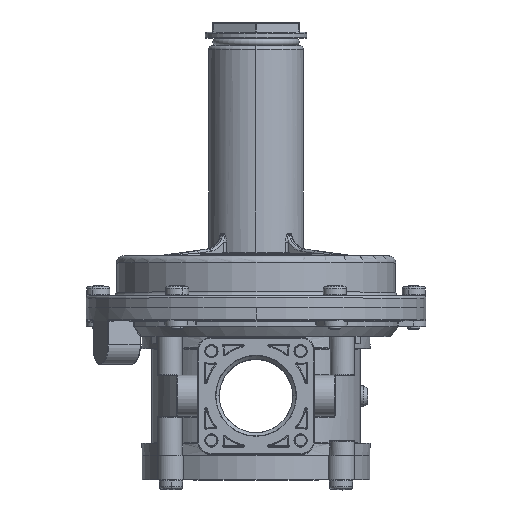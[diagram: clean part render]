
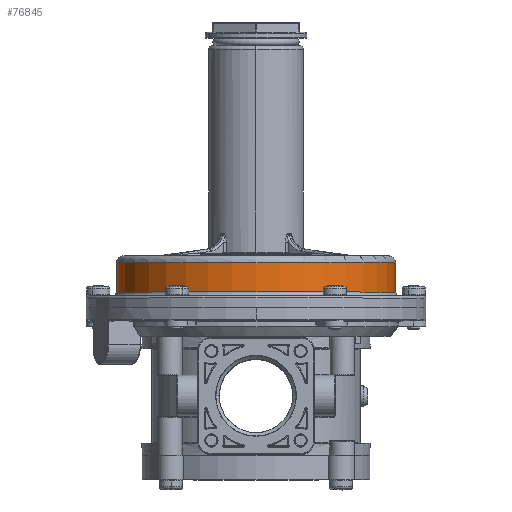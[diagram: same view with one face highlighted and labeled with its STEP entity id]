
A CAD part, top view. The second image highlights one B-rep face of the part: STEP entity #76845.
In plain terms, the highlighted cylindrical face has radius 57.5 mm (diameter 115 mm), a partial arc.
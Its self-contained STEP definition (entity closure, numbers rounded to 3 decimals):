
#64656=CARTESIAN_POINT('',(0.,18.5,0.));
#64657=DIRECTION('',(0.,-1.,0.));
#64658=DIRECTION('',(-1.,0.,0.));
#64659=AXIS2_PLACEMENT_3D('',#64656,#64657,#64658);
#67324=CARTESIAN_POINT('',(0.,6.5,0.));
#67325=DIRECTION('',(0.,1.,0.));
#67326=DIRECTION('',(1.,0.,0.));
#67327=AXIS2_PLACEMENT_3D('',#67324,#67325,#67326);
#67329=DIRECTION('',(0.,-1.,0.));
#67330=VECTOR('',#67329,12.);
#67331=CARTESIAN_POINT('',(57.5,18.5,0.));
#67332=LINE('',#67331,#67330);
#67333=DIRECTION('',(0.,-1.,0.));
#67334=VECTOR('',#67333,12.);
#67335=CARTESIAN_POINT('',(-57.5,18.5,0.));
#67336=LINE('',#67335,#67334);
#69311=CARTESIAN_POINT('',(-57.5,18.5,0.));
#69313=VERTEX_POINT('',#69311);
#69314=CARTESIAN_POINT('',(57.5,18.5,0.));
#69315=VERTEX_POINT('',#69314);
#69928=CARTESIAN_POINT('',(57.5,6.5,0.));
#69929=CARTESIAN_POINT('',(-57.5,6.5,0.));
#69930=VERTEX_POINT('',#69928);
#69931=VERTEX_POINT('',#69929);
#76834=CARTESIAN_POINT('',(0.,-5.4,0.));
#76835=DIRECTION('',(0.,1.,0.));
#76836=DIRECTION('',(1.,0.,0.));
#76837=AXIS2_PLACEMENT_3D('',#76834,#76835,#76836);
#76838=CYLINDRICAL_SURFACE('',#76837,57.5);
#76839=ORIENTED_EDGE('',*,*,#76828,.F.);
#76840=ORIENTED_EDGE('',*,*,#72327,.F.);
#76841=ORIENTED_EDGE('',*,*,#71939,.F.);
#76842=ORIENTED_EDGE('',*,*,#72323,.T.);
#76843=EDGE_LOOP('',(#76839,#76840,#76841,#76842));
#76844=FACE_OUTER_BOUND('',#76843,.F.);
#76845=ADVANCED_FACE('',(#76844),#76838,.T.);
#64660=CIRCLE('',#64659,57.5);
#67328=CIRCLE('',#67327,57.5);
#71939=EDGE_CURVE('',#69313,#69315,#64660,.T.);
#72323=EDGE_CURVE('',#69313,#69931,#67336,.T.);
#72327=EDGE_CURVE('',#69315,#69930,#67332,.T.);
#76828=EDGE_CURVE('',#69930,#69931,#67328,.T.);
